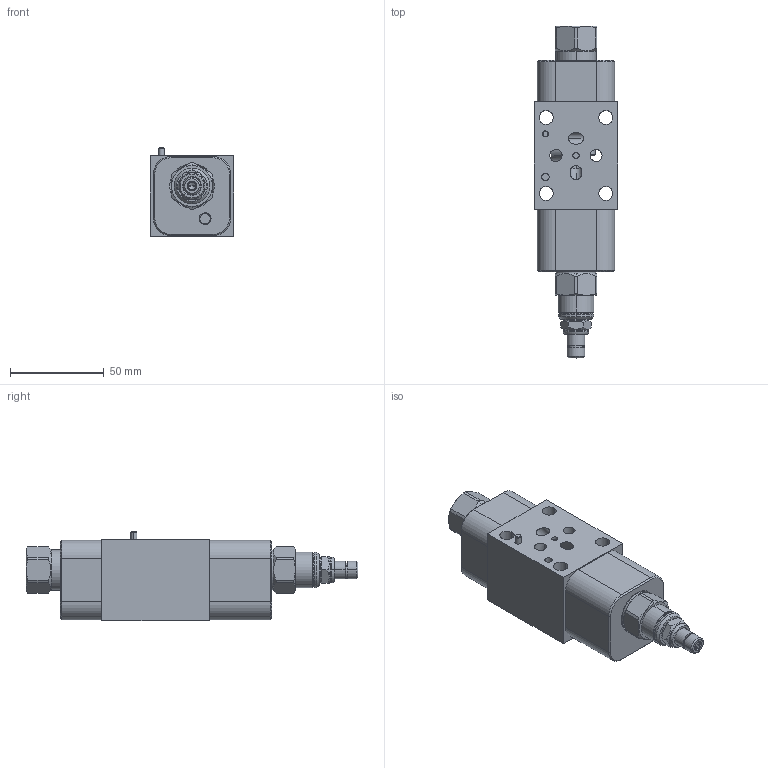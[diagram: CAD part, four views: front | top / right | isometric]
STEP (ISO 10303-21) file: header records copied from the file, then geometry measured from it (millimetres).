
FILE_DESCRIPTION((''),'2;1');
FILE_NAME('YPCALANAA_ASM','2019-10-07T',('ProEService'),(''),'PRO/ENGINEER BY PARAMETRIC TECHNOLOGY CORPORATION, 2014200','PRO/ENGINEER BY PARAMETRIC TECHNOLOGY CORPORATION, 2014200','');
FILE_SCHEMA(('CONFIG_CONTROL_DESIGN'));
Length unit declared in the file: inch
Products named in the file (8): 150-280; 811-001-006; CXDAXCN; 850-004-250; PBDBLAN; 500-001-012; 700-002; YPCALANAA_ASM
Assembly tree (8 placements, depth 2):
  YPCALANAA_ASM
    150-280
    811-001-006
    CXDAXCN
    850-004-250  x2
    PBDBLAN
    500-001-012
    700-002
Bounding box: 44.45 x 176.96 x 47.5 mm (x, y, z)
Volume: 197529.6 mm3; surface area: 53561.6 mm2
Topology: 10 solids, 11 shells, 617 faces, 1775 edges, 1379 vertices
Faces by surface type: cylinder 254, plane 135, cone 129, torus 59, revolution 18, sphere 11, bspline 11
Entity records: 28639 total; most frequent: CARTESIAN_POINT 12733, DIRECTION 3401, ORIENTED_EDGE 2828, EDGE_CURVE 1414, AXIS2_PLACEMENT_3D 1274, VERTEX_POINT 877, VECTOR 835, LINE 835
